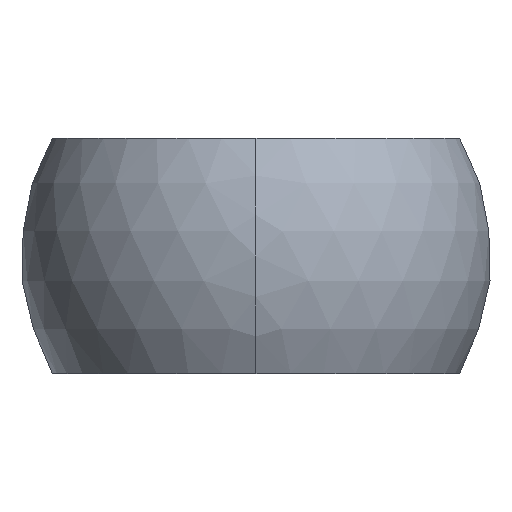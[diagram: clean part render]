
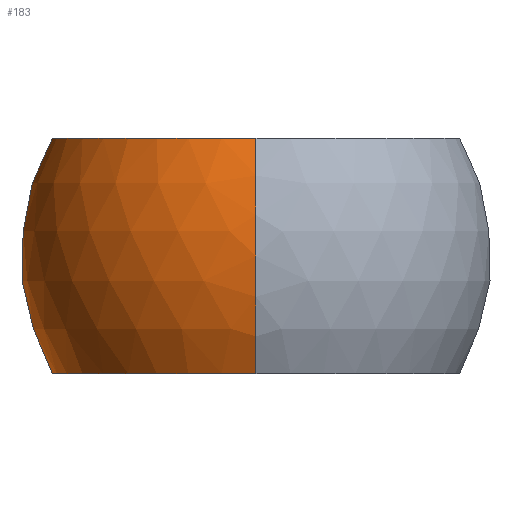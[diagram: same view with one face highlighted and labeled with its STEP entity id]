
A CAD part, left-side view. The second image highlights one B-rep face of the part: STEP entity #183.
In plain terms, the highlighted spherical face has radius 9 mm.
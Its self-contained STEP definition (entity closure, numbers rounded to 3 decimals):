
#139=EDGE_CURVE('',#275,#241,#327,.T.);
#145=EDGE_CURVE('',#241,#247,#333,.T.);
#153=VERTEX_POINT('',#341);
#167=EDGE_CURVE('',#247,#153,#356,.T.);
#177=EDGE_CURVE('',#153,#275,#369,.T.);
#183=ADVANCED_FACE('',(#376),#377,.T.);
#241=VERTEX_POINT('',#445);
#247=VERTEX_POINT('',#453);
#275=VERTEX_POINT('',#483);
#327=CIRCLE('',#583,7.794);
#333=CIRCLE('',#591,9.0);
#341=CARTESIAN_POINT('',(7.094,3.229,-4.5));
#356=CIRCLE('',#641,7.794);
#369=CIRCLE('',#656,5.538);
#376=FACE_OUTER_BOUND('',#665,.T.);
#377=SPHERICAL_SURFACE('',#666,9.0);
#445=CARTESIAN_POINT('',(-7.794,0.,4.5));
#453=CARTESIAN_POINT('',(-7.794,0.,-4.5));
#483=CARTESIAN_POINT('',(7.094,3.229,4.5));
#583=AXIS2_PLACEMENT_3D('',#855,#856,#857);
#591=AXIS2_PLACEMENT_3D('',#861,#862,#863);
#641=AXIS2_PLACEMENT_3D('',#884,#885,#886);
#656=AXIS2_PLACEMENT_3D('',#912,#913,#914);
#665=EDGE_LOOP('',(#926,#927,#928,#929));
#666=AXIS2_PLACEMENT_3D('',#930,#931,#932);
#855=CARTESIAN_POINT('',(0.0,0.0,4.5));
#856=DIRECTION('',(0.0,-0.0,1.0));
#857=DIRECTION('',(0.0,1.0,0.0));
#861=CARTESIAN_POINT('',(0.0,0.0,0.0));
#862=DIRECTION('',(0.,-1.0,0.0));
#863=DIRECTION('',(0.0,0.0,1.0));
#884=CARTESIAN_POINT('',(0.0,0.0,-4.5));
#885=DIRECTION('',(-0.0,-0.0,-1.0));
#886=DIRECTION('',(0.0,-1.0,0.0));
#912=CARTESIAN_POINT('',(7.094,0.0,0.0));
#913=DIRECTION('',(1.0,0.0,0.0));
#914=DIRECTION('',(0.0,1.0,0.0));
#926=ORIENTED_EDGE('',*,*,#145,.F.);
#927=ORIENTED_EDGE('',*,*,#139,.F.);
#928=ORIENTED_EDGE('',*,*,#177,.F.);
#929=ORIENTED_EDGE('',*,*,#167,.F.);
#930=CARTESIAN_POINT('',(0.0,0.0,0.0));
#931=DIRECTION('',(0.0,0.0,1.0));
#932=DIRECTION('',(1.0,0.0,0.0));
